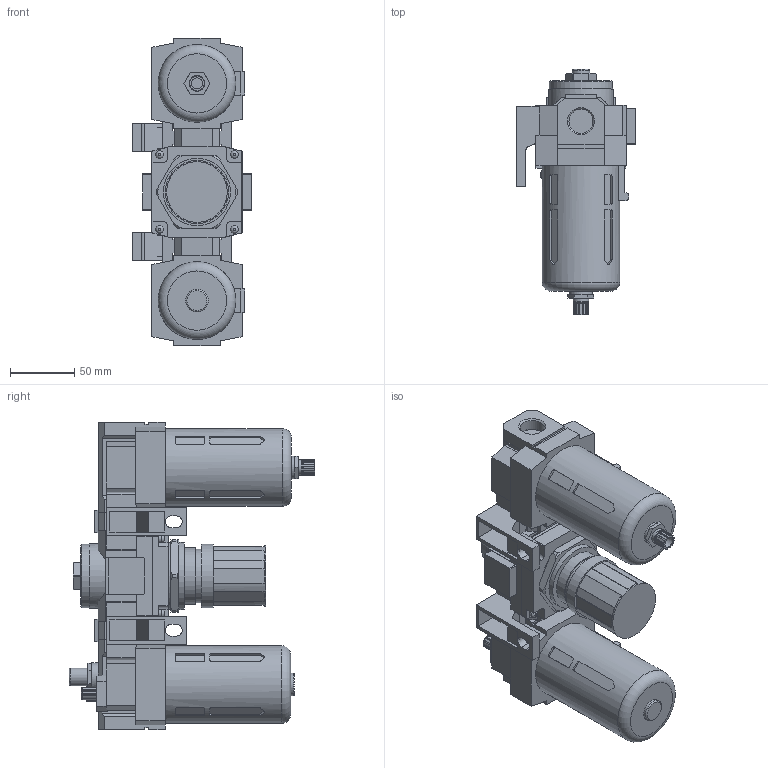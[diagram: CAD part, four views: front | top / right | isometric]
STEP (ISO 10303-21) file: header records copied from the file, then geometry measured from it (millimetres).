
FILE_DESCRIPTION(/* description */ ('STEP AP203'),/* implementation_level */ '2;1');
FILE_NAME(/* name */ 'EIC4000-041',/* time_stamp */ '2025-07-02T16:58:34+02:00',/* author */ ('License CC BY-ND 4.0'),/* organization */ ('CADENAS'),/* preprocessor_version */ 'ST-DEVELOPER v19.3',/* originating_system */ 'PARTsolutions',/* authorisation */ ' ');
FILE_SCHEMA (('CONFIG_CONTROL_DESIGN'));
Length unit declared in the file: millimetre
Products named in the file (6): EIC4000-041; EIC4000-041(F.R.L)_dummy; EIF4000-041(F.R.L); L40_F.R.L; EIR4000-041(F.R.L); EIL4000-041(F.R.L)
Assembly tree (6 placements, depth 2):
  EIC4000-041
    EIC4000-041(F.R.L)_dummy
    EIF4000-041(F.R.L)
    L40_F.R.L  x2
    EIR4000-041(F.R.L)
    EIL4000-041(F.R.L)
Bounding box: 91.7 x 190.7 x 238.4 mm (x, y, z)
Volume: 1425490 mm3; surface area: 171822.4 mm2
Topology: 5 solids, 5 shells, 943 faces, 2499 edges, 1652 vertices
Faces by surface type: plane 677, cylinder 208, cone 48, torus 10
Full cylindrical faces by diameter (mm): 4.134 x8, 5 x2, 6 x6, 8.566 x1, 12 x2, 13.7 x1, 17.5 x2, 18.631 x6, 19 x2, 20.5 x4, 21.5 x4, 22 x2, 30 x4, 31 x4, 41.5 x1, 43.5 x1, 47 x1, 49 x2, 50 x1, 52 x2, 60.2 x2
Entity records: 26857 total; most frequent: CARTESIAN_POINT 4898, ORIENTED_EDGE 4180, DIRECTION 4061, EDGE_CURVE 2090, LINE 1467, VECTOR 1467, VERTEX_POINT 1429, AXIS2_PLACEMENT_3D 1297
